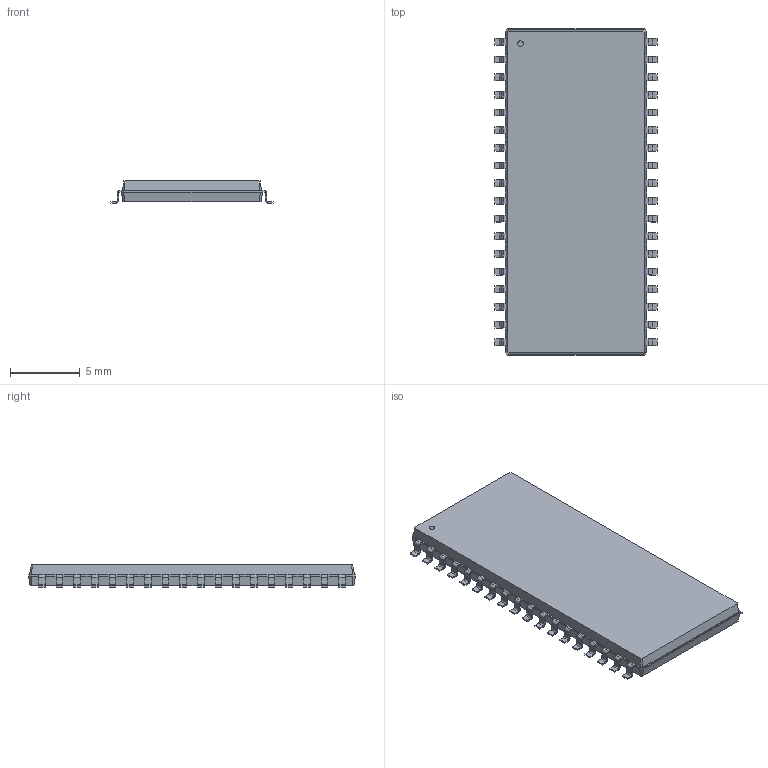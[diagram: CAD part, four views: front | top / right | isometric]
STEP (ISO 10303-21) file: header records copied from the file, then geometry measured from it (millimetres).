
FILE_DESCRIPTION(/* description */ ('model of SOJ-36_10.16x23.49mm_P1.27mm'),/* implementation_level */ '2;1');
FILE_NAME(/* name */ 'SOJ-36_10.16x23.49mm_P1.27mm.step',/* time_stamp */ '2018-11-03T20:37:25',/* author */ ('kicad StepUp','ksu'),/* organization */ ('FreeCAD'),/* preprocessor_version */ 'OCC',/* originating_system */ 'kicad StepUp',/* authorisation */ '');
FILE_SCHEMA(('AUTOMOTIVE_DESIGN { 1 0 10303 214 1 1 1 1 }'));
Length unit declared in the file: millimetre
Products named in the file (1): SOJ_36_1016x2349mm_P127mm
Bounding box: 11.66 x 23.49 x 1.6 mm (x, y, z)
Volume: 351.8 mm3; surface area: 624.6 mm2
Topology: 1 solids, 1 shells, 576 faces, 1551 edges, 978 vertices
Faces by surface type: plane 371, cylinder 145, bspline 60
Full cylindrical faces by diameter (mm): 0.4 x1
Entity records: 11422 total; most frequent: ORIENTED_EDGE 2654, EDGE_CURVE 1551, CARTESIAN_POINT 1341, VERTEX_POINT 978, LINE 977, AXIS2_PLACEMENT_3D 698, FACE_BOUND 577, EDGE_LOOP 577
